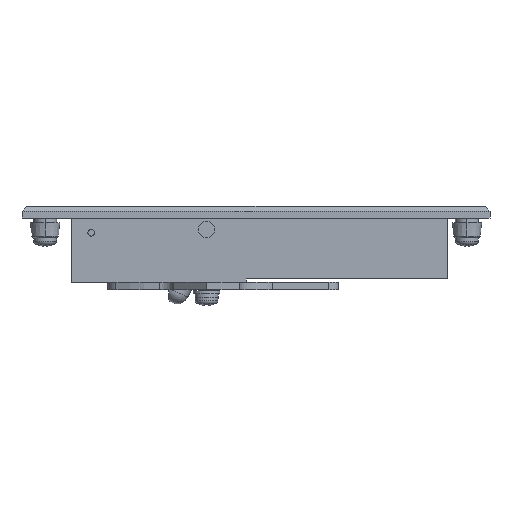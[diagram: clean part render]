
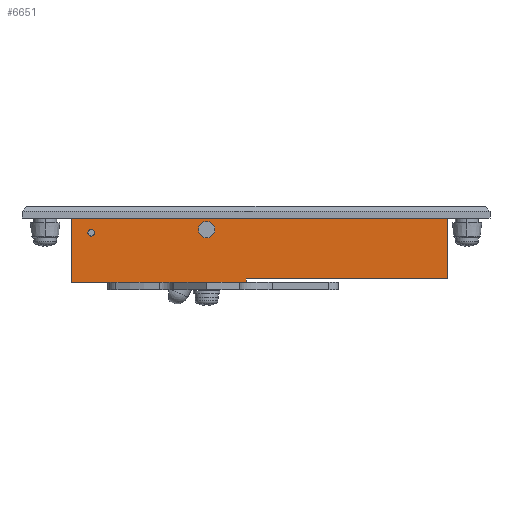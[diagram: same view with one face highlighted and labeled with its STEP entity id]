
A CAD part, left-side view. The second image highlights one B-rep face of the part: STEP entity #6651.
In plain terms, the highlighted planar face has unit normal (-1, 0, 0).
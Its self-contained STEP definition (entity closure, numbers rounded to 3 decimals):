
#115 = VERTEX_POINT ( 'NONE', #5104 ) ;
#167 = LINE ( 'NONE', #6298, #9573 ) ;
#216 = ORIENTED_EDGE ( 'NONE', *, *, #346, .F. ) ;
#240 = VERTEX_POINT ( 'NONE', #8386 ) ;
#257 = DIRECTION ( 'NONE',  ( -1., 0., 0. ) ) ;
#346 = EDGE_CURVE ( 'NONE', #240, #115, #891, .T. ) ;
#409 = VERTEX_POINT ( 'NONE', #8676 ) ;
#799 = DIRECTION ( 'NONE',  ( 0., 1., 0. ) ) ;
#891 = LINE ( 'NONE', #12379, #6328 ) ;
#1167 = DIRECTION ( 'NONE',  ( 0., 0., -1. ) ) ;
#1273 = FACE_BOUND ( 'NONE', #5348, .T. ) ;
#1306 = EDGE_CURVE ( 'NONE', #4659, #4377, #12325, .T. ) ;
#1496 = CARTESIAN_POINT ( 'NONE',  ( -12., -73., 3.5 ) ) ;
#1541 = ORIENTED_EDGE ( 'NONE', *, *, #1935, .F. ) ;
#1794 = DIRECTION ( 'NONE',  ( 0., -1., 0. ) ) ;
#1845 = CARTESIAN_POINT ( 'NONE',  ( -12., -12., -15. ) ) ;
#1879 = AXIS2_PLACEMENT_3D ( 'NONE', #6041, #257, #7037 ) ;
#1935 = EDGE_CURVE ( 'NONE', #7342, #3703, #7099, .T. ) ;
#2071 = AXIS2_PLACEMENT_3D ( 'NONE', #8798, #9766, #10730 ) ;
#2211 = ORIENTED_EDGE ( 'NONE', *, *, #1306, .F. ) ;
#2259 = CARTESIAN_POINT ( 'NONE',  ( -12., 0., -2.5 ) ) ;
#2348 = EDGE_CURVE ( 'NONE', #3703, #7342, #11381, .T. ) ;
#2408 = CARTESIAN_POINT ( 'NONE',  ( -12., 0., 0. ) ) ;
#2556 = DIRECTION ( 'NONE',  ( -1., 0., 0. ) ) ;
#2581 = VECTOR ( 'NONE', #9037, 1000. ) ;
#2599 = CARTESIAN_POINT ( 'NONE',  ( -12., 35., -1. ) ) ;
#2668 = CARTESIAN_POINT ( 'NONE',  ( -12., 35., -2. ) ) ;
#2807 = EDGE_CURVE ( 'NONE', #7465, #115, #7596, .T. ) ;
#2874 = CARTESIAN_POINT ( 'NONE',  ( -12., 0., 2.5 ) ) ;
#2988 = ORIENTED_EDGE ( 'NONE', *, *, #2807, .T. ) ;
#2998 = EDGE_CURVE ( 'NONE', #7331, #409, #5761, .T. ) ;
#3166 = EDGE_CURVE ( 'NONE', #240, #6814, #167, .T. ) ;
#3205 = PLANE ( 'NONE',  #1879 ) ;
#3322 = EDGE_CURVE ( 'NONE', #4377, #4659, #11657, .T. ) ;
#3362 = DIRECTION ( 'NONE',  ( -1., 0., 0. ) ) ;
#3703 = VERTEX_POINT ( 'NONE', #2668 ) ;
#3869 = AXIS2_PLACEMENT_3D ( 'NONE', #2599, #2556, #11398 ) ;
#4046 = VECTOR ( 'NONE', #8493, 1000. ) ;
#4315 = EDGE_CURVE ( 'NONE', #7331, #7465, #6645, .T. ) ;
#4377 = VERTEX_POINT ( 'NONE', #2874 ) ;
#4557 = CARTESIAN_POINT ( 'NONE',  ( -12., 41., 3.5 ) ) ;
#4659 = VERTEX_POINT ( 'NONE', #2259 ) ;
#4706 = AXIS2_PLACEMENT_3D ( 'NONE', #10043, #7131, #9127 ) ;
#4898 = ORIENTED_EDGE ( 'NONE', *, *, #3166, .T. ) ;
#4928 = CARTESIAN_POINT ( 'NONE',  ( -12., 41., 150.517 ) ) ;
#5104 = CARTESIAN_POINT ( 'NONE',  ( -12., 41., -16. ) ) ;
#5348 = EDGE_LOOP ( 'NONE', ( #7089, #1541 ) ) ;
#5761 = LINE ( 'NONE', #10071, #2581 ) ;
#5860 = EDGE_LOOP ( 'NONE', ( #9535, #8864, #6738, #2988, #216, #4898 ) ) ;
#6041 = CARTESIAN_POINT ( 'NONE',  ( -12., 41., 150.517 ) ) ;
#6049 = VECTOR ( 'NONE', #1794, 1000. ) ;
#6250 = FACE_OUTER_BOUND ( 'NONE', #5860, .T. ) ;
#6298 = CARTESIAN_POINT ( 'NONE',  ( -12., -12., -16. ) ) ;
#6328 = VECTOR ( 'NONE', #799, 1000. ) ;
#6645 = LINE ( 'NONE', #4557, #4046 ) ;
#6651 = ADVANCED_FACE ( 'NONE', ( #8081, #1273, #6250 ), #3205, .T. ) ;
#6738 = ORIENTED_EDGE ( 'NONE', *, *, #4315, .T. ) ;
#6814 = VERTEX_POINT ( 'NONE', #8100 ) ;
#6984 = VECTOR ( 'NONE', #1167, 1000. ) ;
#7037 = DIRECTION ( 'NONE',  ( 0., -1., 0. ) ) ;
#7089 = ORIENTED_EDGE ( 'NONE', *, *, #2348, .F. ) ;
#7099 = CIRCLE ( 'NONE', #3869, 1. ) ;
#7131 = DIRECTION ( 'NONE',  ( -1., 0., 0. ) ) ;
#7215 = CARTESIAN_POINT ( 'NONE',  ( -12., 35., 0. ) ) ;
#7288 = DIRECTION ( 'NONE',  ( 0., 0., 1. ) ) ;
#7331 = VERTEX_POINT ( 'NONE', #1496 ) ;
#7342 = VERTEX_POINT ( 'NONE', #7215 ) ;
#7465 = VERTEX_POINT ( 'NONE', #8321 ) ;
#7596 = LINE ( 'NONE', #4928, #6984 ) ;
#8081 = FACE_BOUND ( 'NONE', #8780, .T. ) ;
#8100 = CARTESIAN_POINT ( 'NONE',  ( -12., -12., -15. ) ) ;
#8321 = CARTESIAN_POINT ( 'NONE',  ( -12., 41., 3.5 ) ) ;
#8386 = CARTESIAN_POINT ( 'NONE',  ( -12., -12., -16. ) ) ;
#8493 = DIRECTION ( 'NONE',  ( 0., 1., 0. ) ) ;
#8676 = CARTESIAN_POINT ( 'NONE',  ( -12., -73., -15. ) ) ;
#8780 = EDGE_LOOP ( 'NONE', ( #2211, #12375 ) ) ;
#8796 = LINE ( 'NONE', #1845, #6049 ) ;
#8798 = CARTESIAN_POINT ( 'NONE',  ( -12., 0., 0. ) ) ;
#8864 = ORIENTED_EDGE ( 'NONE', *, *, #2998, .F. ) ;
#9037 = DIRECTION ( 'NONE',  ( 0., 0., -1. ) ) ;
#9127 = DIRECTION ( 'NONE',  ( 0., -1., 0. ) ) ;
#9535 = ORIENTED_EDGE ( 'NONE', *, *, #12058, .T. ) ;
#9573 = VECTOR ( 'NONE', #7288, 1000. ) ;
#9598 = AXIS2_PLACEMENT_3D ( 'NONE', #2408, #3362, #12343 ) ;
#9766 = DIRECTION ( 'NONE',  ( -1., 0., 0. ) ) ;
#10043 = CARTESIAN_POINT ( 'NONE',  ( -12., 35., -1. ) ) ;
#10071 = CARTESIAN_POINT ( 'NONE',  ( -12., -73., 150.517 ) ) ;
#10730 = DIRECTION ( 'NONE',  ( 0., -1., 0. ) ) ;
#11381 = CIRCLE ( 'NONE', #4706, 1. ) ;
#11398 = DIRECTION ( 'NONE',  ( 0., -1., 0. ) ) ;
#11657 = CIRCLE ( 'NONE', #2071, 2.5 ) ;
#12058 = EDGE_CURVE ( 'NONE', #6814, #409, #8796, .T. ) ;
#12325 = CIRCLE ( 'NONE', #9598, 2.5 ) ;
#12343 = DIRECTION ( 'NONE',  ( 0., -1., 0. ) ) ;
#12375 = ORIENTED_EDGE ( 'NONE', *, *, #3322, .F. ) ;
#12379 = CARTESIAN_POINT ( 'NONE',  ( -12., 41., -16. ) ) ;
